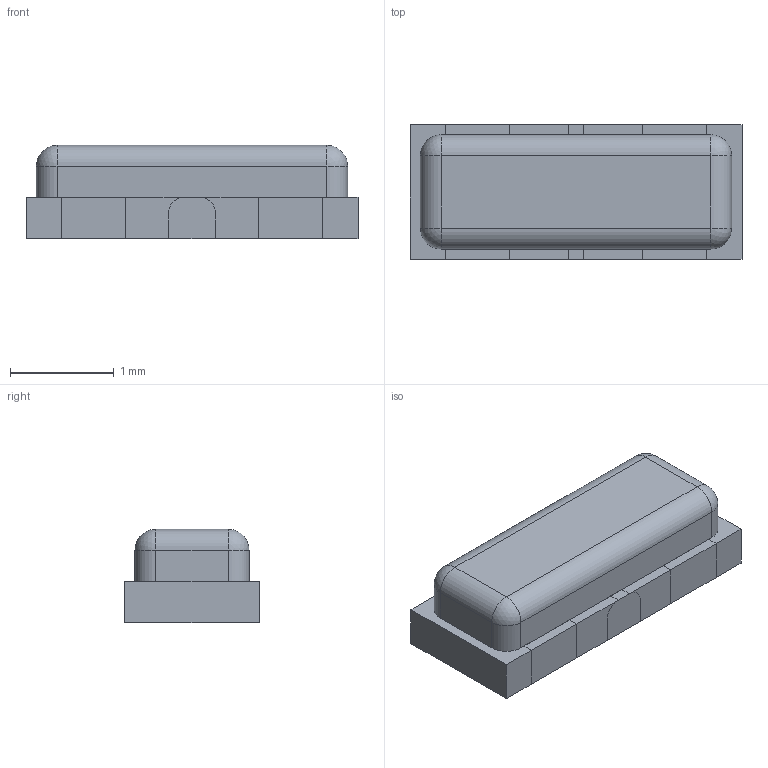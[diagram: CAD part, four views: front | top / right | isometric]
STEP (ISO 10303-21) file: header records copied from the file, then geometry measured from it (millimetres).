
FILE_DESCRIPTION(/* description */ (''),/* implementation_level */ '2;1');
FILE_NAME(/* name */ 'CSTCE16M0V53-R0 v3.step',/* time_stamp */ '2022-07-01T14:35:25-07:00',/* author */ (''),/* organization */ (''),/* preprocessor_version */ 'ST-DEVELOPER v19',/* originating_system */ 'Autodesk Translation Framework v11.7.0.108',/* authorisation */ '');
FILE_SCHEMA (('AUTOMOTIVE_DESIGN { 1 0 10303 214 3 1 1 }'));
Length unit declared in the file: millimetre
Products named in the file (1): CSTCE16M0V53-R0
Bounding box: 3.2 x 1.3 x 0.9 mm (x, y, z)
Volume: 3.2 mm3; surface area: 25.4 mm2
Topology: 8 solids, 8 shells, 92 faces, 216 edges, 140 vertices
Faces by surface type: plane 72, cylinder 16, sphere 4
Entity records: 2643 total; most frequent: CARTESIAN_POINT 449, DIRECTION 434, ORIENTED_EDGE 432, EDGE_CURVE 216, LINE 184, VECTOR 184, VERTEX_POINT 140, AXIS2_PLACEMENT_3D 125
